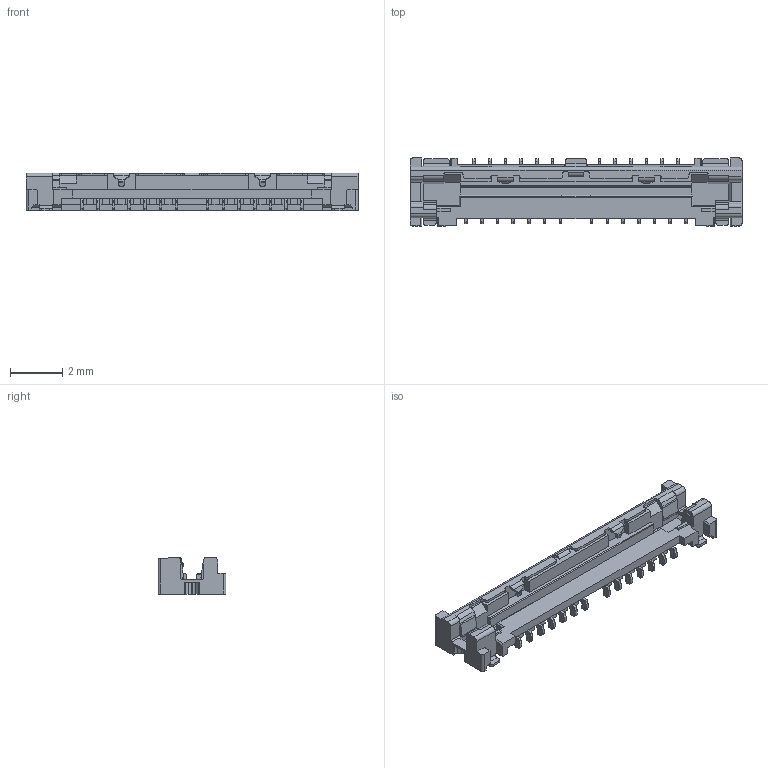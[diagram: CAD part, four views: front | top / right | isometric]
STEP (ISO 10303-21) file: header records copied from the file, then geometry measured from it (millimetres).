
FILE_DESCRIPTION(('CoCreate Modeling STEP Export'),'2;1');
FILE_NAME('DF56C-26S-0.3V.stp','2012-02-06T17:38:21',(''),(''),'CoCreate Modeling STEP processor for AP214 (Solid Model)','CoCreate Modeling 17.0 01-Apr-2010 (C) Parametric Technology GmbH','');
FILE_SCHEMA(('AUTOMOTIVE_DESIGN { 1 0 10303 214 1 1 1 1 }'));
Length unit declared in the file: millimetre
Products named in the file (1): DF56C-26S
Bounding box: 12.7 x 2.6 x 1.45 mm (x, y, z)
Volume: 20.3 mm3; surface area: 132.6 mm2
Topology: 1 solids, 1 shells, 902 faces, 2580 edges, 1706 vertices
Faces by surface type: plane 598, cylinder 304
Entity records: 29102 total; most frequent: CARTESIAN_POINT 5240, ORIENTED_EDGE 5160, DIRECTION 4853, EDGE_CURVE 2580, VECTOR 1903, LINE 1903, VERTEX_POINT 1706, AXIS2_PLACEMENT_3D 1475
